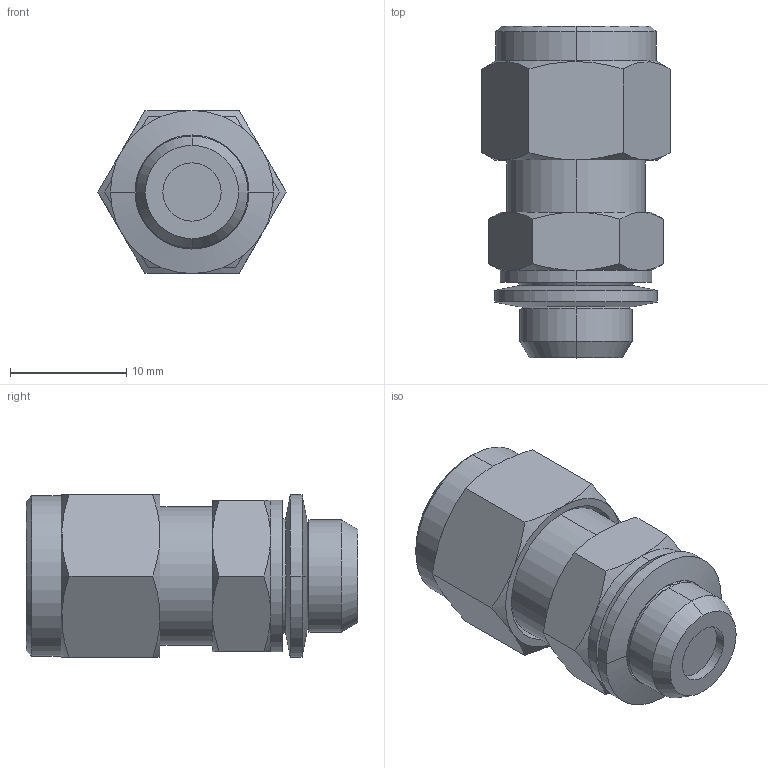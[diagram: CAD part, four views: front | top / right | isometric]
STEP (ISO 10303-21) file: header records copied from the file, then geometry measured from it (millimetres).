
FILE_DESCRIPTION (( 'STEP AP214' ), '1' );
FILE_NAME ('1048500004.step', '2013-02-25T17:16:43', ( '' ), ( '' ), 'SwSTEP 2.0', 'SolidWorks 2012', '' );
FILE_SCHEMA (( 'AUTOMOTIVE_DESIGN' ));
Length unit declared in the file: millimetre
Products named in the file (1): 1048500004
Bounding box: 16.17 x 28.5 x 14 mm (x, y, z)
Volume: 3689.2 mm3; surface area: 1852.8 mm2
Topology: 1 solids, 1 shells, 101 faces, 242 edges, 146 vertices
Faces by surface type: cone 36, plane 31, cylinder 30, torus 4
Entity records: 4317 total; most frequent: CARTESIAN_POINT 818, DIRECTION 514, ORIENTED_EDGE 484, EDGE_CURVE 242, AXIS2_PLACEMENT_3D 226, VERTEX_POINT 146, CIRCLE 124, EDGE_LOOP 116
